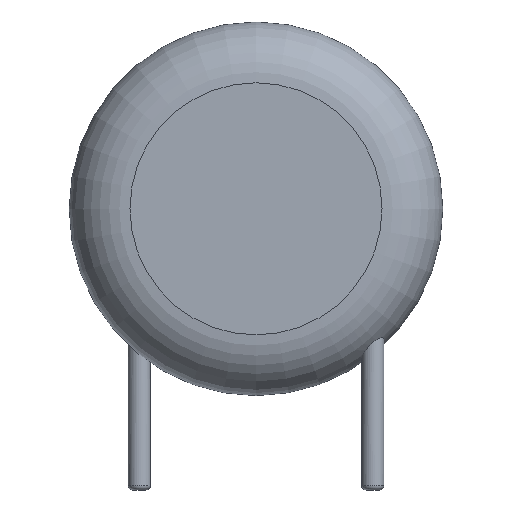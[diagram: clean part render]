
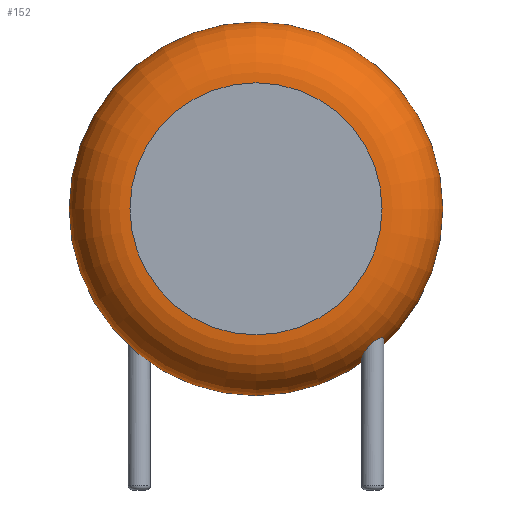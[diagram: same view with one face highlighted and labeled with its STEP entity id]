
A CAD part, front view. The second image highlights one B-rep face of the part: STEP entity #152.
In plain terms, the highlighted toroidal (fillet/blend) face has major radius 4.049 mm and minor radius 1.951 mm.
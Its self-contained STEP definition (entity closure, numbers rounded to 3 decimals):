
#24 = VERTEX_POINT('',#25);
#25 = CARTESIAN_POINT('',(9.75,-0.774,6.03));
#31 = EDGE_CURVE('',#24,#24,#32,.T.);
#32 = CIRCLE('',#33,6.);
#33 = AXIS2_PLACEMENT_3D('',#34,#35,#36);
#34 = CARTESIAN_POINT('',(3.75,-0.774,6.03));
#35 = DIRECTION('',(0.,-1.,0.));
#36 = DIRECTION('',(1.,0.,0.));
#152 = ADVANCED_FACE('',(#153,#173),#249,.T.);
#153 = FACE_BOUND('',#154,.T.);
#154 = EDGE_LOOP('',(#155,#156,#165,#172));
#155 = ORIENTED_EDGE('',*,*,#31,.T.);
#156 = ORIENTED_EDGE('',*,*,#157,.T.);
#157 = EDGE_CURVE('',#24,#158,#160,.T.);
#158 = VERTEX_POINT('',#159);
#159 = CARTESIAN_POINT('',(7.799,-2.725,6.03));
#160 = CIRCLE('',#161,1.951);
#161 = AXIS2_PLACEMENT_3D('',#162,#163,#164);
#162 = CARTESIAN_POINT('',(7.799,-0.774,6.03));
#163 = DIRECTION('',(0.,0.,-1.));
#164 = DIRECTION('',(1.,0.,0.));
#165 = ORIENTED_EDGE('',*,*,#166,.F.);
#166 = EDGE_CURVE('',#158,#158,#167,.T.);
#167 = CIRCLE('',#168,4.049);
#168 = AXIS2_PLACEMENT_3D('',#169,#170,#171);
#169 = CARTESIAN_POINT('',(3.75,-2.725,6.03));
#170 = DIRECTION('',(0.,-1.,0.));
#171 = DIRECTION('',(1.,0.,0.));
#172 = ORIENTED_EDGE('',*,*,#157,.F.);
#173 = FACE_BOUND('',#174,.T.);
#174 = EDGE_LOOP('',(#175,#194));
#175 = ORIENTED_EDGE('',*,*,#176,.T.);
#176 = EDGE_CURVE('',#177,#179,#181,.T.);
#177 = VERTEX_POINT('',#178);
#178 = CARTESIAN_POINT('',(7.86,-1.45,1.826));
#179 = VERTEX_POINT('',#180);
#180 = CARTESIAN_POINT('',(7.632,-1.115,1.494
));
#181 = B_SPLINE_CURVE_WITH_KNOTS('',6,(#182,#183,#184,#185,#186,#187,
#188,#189,#190,#191,#192,#193),.UNSPECIFIED.,.F.,.F.,(7,5,7),(
0.,0.635,1.),.UNSPECIFIED.);
#182 = CARTESIAN_POINT('',(7.86,-1.45,1.826));
#183 = CARTESIAN_POINT('',(7.86,-1.403,1.802));
#184 = CARTESIAN_POINT('',(7.853,-1.357,1.774)
);
#185 = CARTESIAN_POINT('',(7.839,-1.313,1.742
));
#186 = CARTESIAN_POINT('',(7.818,-1.272,1.707
));
#187 = CARTESIAN_POINT('',(7.792,-1.235,1.67
));
#188 = CARTESIAN_POINT('',(7.743,-1.183,1.61
));
#189 = CARTESIAN_POINT('',(7.724,-1.166,1.587
));
#190 = CARTESIAN_POINT('',(7.702,-1.15,1.564
));
#191 = CARTESIAN_POINT('',(7.68,-1.136,1.541
));
#192 = CARTESIAN_POINT('',(7.656,-1.125,1.518
));
#193 = CARTESIAN_POINT('',(7.632,-1.115,1.494
));
#194 = ORIENTED_EDGE('',*,*,#195,.T.);
#195 = EDGE_CURVE('',#179,#177,#196,.T.);
#196 = B_SPLINE_CURVE_WITH_KNOTS('',6,(#197,#198,#199,#200,#201,#202,
#203,#204,#205,#206,#207,#208,#209,#210,#211,#212,#213,#214,#215,
#216,#217,#218,#219,#220,#221,#222,#223,#224,#225,#226,#227,#228,
#229,#230,#231,#232,#233,#234,#235,#236,#237,#238,#239,#240,#241,
#242,#243,#244,#245,#246,#247,#248),.UNSPECIFIED.,.F.,.F.,(7,5,5,5,5
,5,5,5,5,5,7),(0.,0.16,0.209,0.3,
0.39,0.438,0.58,0.711,
0.832,0.932,1.),.UNSPECIFIED.);
#197 = CARTESIAN_POINT('',(7.632,-1.115,1.494
));
#198 = CARTESIAN_POINT('',(7.587,-1.097,1.452
));
#199 = CARTESIAN_POINT('',(7.539,-1.087,1.41
));
#200 = CARTESIAN_POINT('',(7.489,-1.084,1.368
));
#201 = CARTESIAN_POINT('',(7.438,-1.09,1.329
));
#202 = CARTESIAN_POINT('',(7.389,-1.104,1.295
));
#203 = CARTESIAN_POINT('',(7.33,-1.133,1.256
));
#204 = CARTESIAN_POINT('',(7.316,-1.14,1.248)
);
#205 = CARTESIAN_POINT('',(7.302,-1.148,1.24
));
#206 = CARTESIAN_POINT('',(7.29,-1.157,1.232
));
#207 = CARTESIAN_POINT('',(7.277,-1.167,1.226)
);
#208 = CARTESIAN_POINT('',(7.243,-1.196,1.209
));
#209 = CARTESIAN_POINT('',(7.223,-1.217,1.2)
);
#210 = CARTESIAN_POINT('',(7.205,-1.24,1.194
));
#211 = CARTESIAN_POINT('',(7.189,-1.264,1.19
));
#212 = CARTESIAN_POINT('',(7.176,-1.29,1.189)
);
#213 = CARTESIAN_POINT('',(7.155,-1.344,1.193
));
#214 = CARTESIAN_POINT('',(7.147,-1.371,1.198
));
#215 = CARTESIAN_POINT('',(7.142,-1.399,1.205
));
#216 = CARTESIAN_POINT('',(7.139,-1.427,1.215
));
#217 = CARTESIAN_POINT('',(7.139,-1.454,1.228
));
#218 = CARTESIAN_POINT('',(7.143,-1.496,1.25
));
#219 = CARTESIAN_POINT('',(7.145,-1.51,1.258
));
#220 = CARTESIAN_POINT('',(7.147,-1.523,1.267)
);
#221 = CARTESIAN_POINT('',(7.15,-1.537,1.276
));
#222 = CARTESIAN_POINT('',(7.154,-1.55,1.286
));
#223 = CARTESIAN_POINT('',(7.171,-1.603,1.327
));
#224 = CARTESIAN_POINT('',(7.19,-1.64,1.362
));
#225 = CARTESIAN_POINT('',(7.213,-1.673,1.4
));
#226 = CARTESIAN_POINT('',(7.239,-1.703,1.441
));
#227 = CARTESIAN_POINT('',(7.27,-1.73,1.483)
);
#228 = CARTESIAN_POINT('',(7.334,-1.772,1.564
));
#229 = CARTESIAN_POINT('',(7.367,-1.788,1.604)
);
#230 = CARTESIAN_POINT('',(7.403,-1.8,1.643
));
#231 = CARTESIAN_POINT('',(7.441,-1.809,1.682)
);
#232 = CARTESIAN_POINT('',(7.48,-1.812,1.718
));
#233 = CARTESIAN_POINT('',(7.557,-1.807,1.782));
#234 = CARTESIAN_POINT('',(7.594,-1.801,1.811
));
#235 = CARTESIAN_POINT('',(7.632,-1.789,1.835
));
#236 = CARTESIAN_POINT('',(7.667,-1.773,1.854
));
#237 = CARTESIAN_POINT('',(7.7,-1.752,1.869)
);
#238 = CARTESIAN_POINT('',(7.755,-1.706,1.886
));
#239 = CARTESIAN_POINT('',(7.777,-1.683,1.89)
);
#240 = CARTESIAN_POINT('',(7.797,-1.658,1.891
));
#241 = CARTESIAN_POINT('',(7.814,-1.631,1.889
));
#242 = CARTESIAN_POINT('',(7.828,-1.602,1.883
));
#243 = CARTESIAN_POINT('',(7.846,-1.553,1.87
));
#244 = CARTESIAN_POINT('',(7.851,-1.533,1.863
));
#245 = CARTESIAN_POINT('',(7.856,-1.512,1.856
));
#246 = CARTESIAN_POINT('',(7.859,-1.491,1.847
));
#247 = CARTESIAN_POINT('',(7.86,-1.471,1.837));
#248 = CARTESIAN_POINT('',(7.86,-1.45,1.826));
#249 = TOROIDAL_SURFACE('',#250,4.049,1.951);
#250 = AXIS2_PLACEMENT_3D('',#251,#252,#253);
#251 = CARTESIAN_POINT('',(3.75,-0.774,6.03));
#252 = DIRECTION('',(0.,-1.,0.));
#253 = DIRECTION('',(1.,0.,0.));
